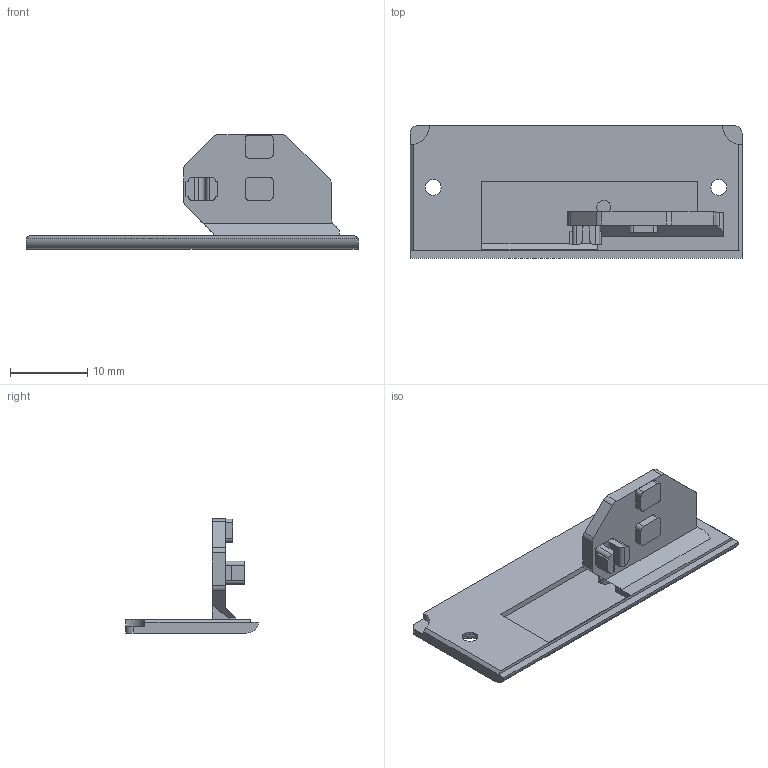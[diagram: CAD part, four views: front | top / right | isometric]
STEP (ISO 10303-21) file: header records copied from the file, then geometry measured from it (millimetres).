
FILE_DESCRIPTION(/* description */ (''),/* implementation_level */ '2;1');
FILE_NAME(/* name */ 'P3_LTE.step',/* time_stamp */ '2022-03-23T20:15:08+08:00',/* author */ (''),/* organization */ (''),/* preprocessor_version */ 'ST-DEVELOPER v18.1',/* originating_system */ 'Autodesk Translation Framework v10.13.0.1454',/* authorisation */ '');
FILE_SCHEMA (('AUTOMOTIVE_DESIGN { 1 0 10303 214 3 1 1 }'));
Length unit declared in the file: millimetre
Products named in the file (1): P3_LTE
Bounding box: 43 x 17.2 x 14.8 mm (x, y, z)
Volume: 1486 mm3; surface area: 2290.6 mm2
Topology: 1 solids, 1 shells, 98 faces, 254 edges, 165 vertices
Faces by surface type: plane 61, cylinder 33, cone 4
Full cylindrical faces by diameter (mm): 1.8 x1, 2.05 x2, 4.1 x2
Entity records: 3030 total; most frequent: DIRECTION 527, CARTESIAN_POINT 518, ORIENTED_EDGE 508, EDGE_CURVE 254, LINE 179, VECTOR 179, AXIS2_PLACEMENT_3D 174, VERTEX_POINT 165
